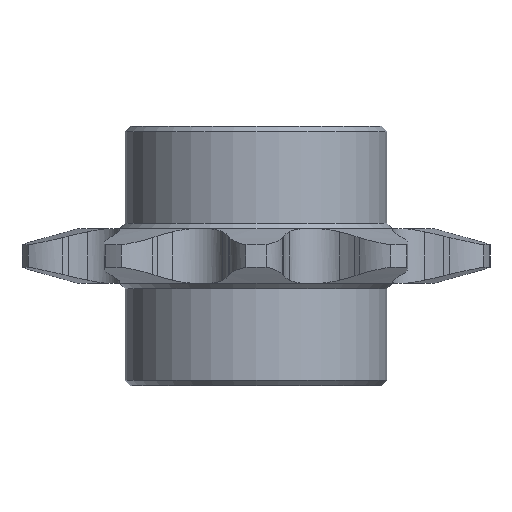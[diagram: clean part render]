
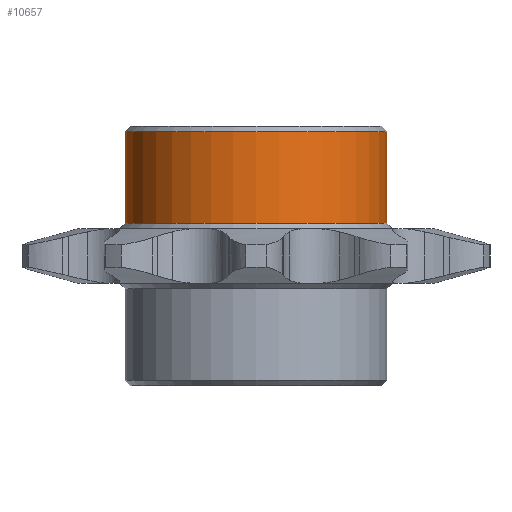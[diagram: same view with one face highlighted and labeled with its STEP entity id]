
A CAD part, front view. The second image highlights one B-rep face of the part: STEP entity #10657.
In plain terms, the highlighted cylindrical face has radius 6.35 mm (diameter 12.7 mm), a partial arc.
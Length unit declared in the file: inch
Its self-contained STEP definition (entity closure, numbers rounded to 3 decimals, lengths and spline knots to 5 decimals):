
#534 = ORIENTED_EDGE ( 'NONE', *, *, #7862, .T. ) ;
#559 = DIRECTION ( 'NONE',  ( -1., 0., 0. ) ) ;
#1153 = VERTEX_POINT ( 'NONE', #3057 ) ;
#1486 = DIRECTION ( 'NONE',  ( 0., 0., -1. ) ) ;
#1577 = CARTESIAN_POINT ( 'NONE',  ( 0., 0., 0.2475 ) ) ;
#1643 = CARTESIAN_POINT ( 'NONE',  ( -0.25, 0., 0.2375 ) ) ;
#1733 = CARTESIAN_POINT ( 'NONE',  ( -0.25, 0., 0.2475 ) ) ;
#1998 = ORIENTED_EDGE ( 'NONE', *, *, #9736, .T. ) ;
#2150 = CARTESIAN_POINT ( 'NONE',  ( 0.25, 0., 0.0625 ) ) ;
#2937 = DIRECTION ( 'NONE',  ( 0., 0., -1. ) ) ;
#3057 = CARTESIAN_POINT ( 'NONE',  ( 0.25, 0., 0.2375 ) ) ;
#4009 = LINE ( 'NONE', #10067, #11809 ) ;
#4023 = ORIENTED_EDGE ( 'NONE', *, *, #4619, .T. ) ;
#4284 = EDGE_CURVE ( 'NONE', #1153, #8052, #4009, .T. ) ;
#4605 = CARTESIAN_POINT ( 'NONE',  ( 0., 0., 0.2375 ) ) ;
#4608 = DIRECTION ( 'NONE',  ( 0., 0., 1. ) ) ;
#4619 = EDGE_CURVE ( 'NONE', #6954, #5840, #11104, .T. ) ;
#4879 = VECTOR ( 'NONE', #13117, 39.37008 ) ;
#5840 = VERTEX_POINT ( 'NONE', #12353 ) ;
#6552 = EDGE_LOOP ( 'NONE', ( #10142, #1998, #4023, #534 ) ) ;
#6734 = FACE_OUTER_BOUND ( 'NONE', #6552, .T. ) ;
#6954 = VERTEX_POINT ( 'NONE', #1643 ) ;
#7799 = CARTESIAN_POINT ( 'NONE',  ( 0., 0., 0.0625 ) ) ;
#7862 = EDGE_CURVE ( 'NONE', #5840, #8052, #12966, .T. ) ;
#8052 = VERTEX_POINT ( 'NONE', #2150 ) ;
#8567 = CIRCLE ( 'NONE', #9221, 0.25 ) ;
#9221 = AXIS2_PLACEMENT_3D ( 'NONE', #4605, #1486, #10651 ) ;
#9703 = DIRECTION ( 'NONE',  ( 1., 0., 0. ) ) ;
#9736 = EDGE_CURVE ( 'NONE', #1153, #6954, #8567, .T. ) ;
#9861 = DIRECTION ( 'NONE',  ( 0., 0., -1. ) ) ;
#10067 = CARTESIAN_POINT ( 'NONE',  ( 0.25, 0., 0.2475 ) ) ;
#10142 = ORIENTED_EDGE ( 'NONE', *, *, #4284, .F. ) ;
#10651 = DIRECTION ( 'NONE',  ( 1., 0., 0. ) ) ;
#10657 = ADVANCED_FACE ( 'NONE', ( #6734 ), #10870, .T. ) ;
#10870 = CYLINDRICAL_SURFACE ( 'NONE', #12047, 0.25 ) ;
#11104 = LINE ( 'NONE', #1733, #4879 ) ;
#11268 = AXIS2_PLACEMENT_3D ( 'NONE', #7799, #4608, #9703 ) ;
#11809 = VECTOR ( 'NONE', #2937, 39.37008 ) ;
#12047 = AXIS2_PLACEMENT_3D ( 'NONE', #1577, #9861, #559 ) ;
#12353 = CARTESIAN_POINT ( 'NONE',  ( -0.25, 0., 0.0625 ) ) ;
#12966 = CIRCLE ( 'NONE', #11268, 0.25 ) ;
#13117 = DIRECTION ( 'NONE',  ( 0., 0., -1. ) ) ;
